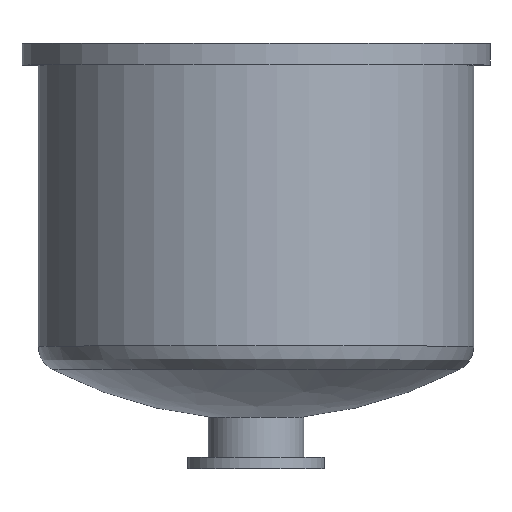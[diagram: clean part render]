
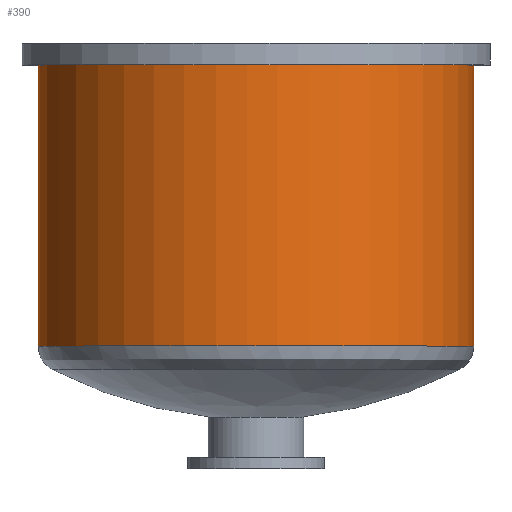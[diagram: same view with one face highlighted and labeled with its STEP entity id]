
A CAD part, top view. The second image highlights one B-rep face of the part: STEP entity #390.
In plain terms, the highlighted free-form (B-spline) face has degree [2, 1] with [5, 2] control points.
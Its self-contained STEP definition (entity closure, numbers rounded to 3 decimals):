
#39 = VERTEX_POINT('',#40);
#40 = CARTESIAN_POINT('',(-212.986,-358.567,0.));
#46 = EDGE_CURVE('',#47,#39,#49,.T.);
#47 = VERTEX_POINT('',#48);
#48 = CARTESIAN_POINT('',(-212.986,-83.529,0.));
#49 = B_SPLINE_CURVE_WITH_KNOTS('',1,(#50,#51),.UNSPECIFIED.,.F.,.F.,(2,
    2),(0.,328.),.PIECEWISE_BEZIER_KNOTS.);
#50 = CARTESIAN_POINT('',(-212.986,-83.529,0.));
#51 = CARTESIAN_POINT('',(-212.986,-358.567,0.));
#150 = VERTEX_POINT('',#151);
#151 = CARTESIAN_POINT('',(212.986,-83.529,0.));
#156 = EDGE_CURVE('',#157,#150,#159,.T.);
#157 = VERTEX_POINT('',#158);
#158 = CARTESIAN_POINT('',(212.986,-358.567,0.));
#159 = B_SPLINE_CURVE_WITH_KNOTS('',1,(#160,#161),.UNSPECIFIED.,.F.,.F.,
  (2,2),(0.,328.),.PIECEWISE_BEZIER_KNOTS.);
#160 = CARTESIAN_POINT('',(212.986,-358.567,0.));
#161 = CARTESIAN_POINT('',(212.986,-83.529,0.));
#365 = EDGE_CURVE('',#39,#157,#366,.T.);
#366 = ( BOUNDED_CURVE() B_SPLINE_CURVE(2,(#367,#368,#369,#370,#371),
.UNSPECIFIED.,.F.,.F.) B_SPLINE_CURVE_WITH_KNOTS((3,2,3),(0.,
1.571,3.142),.PIECEWISE_BEZIER_KNOTS.) CURVE() 
GEOMETRIC_REPRESENTATION_ITEM() RATIONAL_B_SPLINE_CURVE((1.,
0.707,1.,0.707,1.)) REPRESENTATION_ITEM('') );
#367 = CARTESIAN_POINT('',(-212.986,-358.567,0.));
#368 = CARTESIAN_POINT('',(-212.986,-358.567,
    212.986));
#369 = CARTESIAN_POINT('',(0.,-358.567,
    212.986));
#370 = CARTESIAN_POINT('',(212.986,-358.567,
    212.986));
#371 = CARTESIAN_POINT('',(212.986,-358.567,
    0.));
#390 = ADVANCED_FACE('',(#391),#404,.T.);
#391 = FACE_BOUND('',#392,.T.);
#392 = EDGE_LOOP('',(#393,#394,#402,#403));
#393 = ORIENTED_EDGE('',*,*,#156,.T.);
#394 = ORIENTED_EDGE('',*,*,#395,.F.);
#395 = EDGE_CURVE('',#47,#150,#396,.T.);
#396 = ( BOUNDED_CURVE() B_SPLINE_CURVE(2,(#397,#398,#399,#400,#401),
.UNSPECIFIED.,.F.,.F.) B_SPLINE_CURVE_WITH_KNOTS((3,2,3),(0.,
1.571,3.142),.PIECEWISE_BEZIER_KNOTS.) CURVE() 
GEOMETRIC_REPRESENTATION_ITEM() RATIONAL_B_SPLINE_CURVE((1.,
0.707,1.,0.707,1.)) REPRESENTATION_ITEM('') );
#397 = CARTESIAN_POINT('',(-212.986,-83.529,0.));
#398 = CARTESIAN_POINT('',(-212.986,-83.529,
    212.986));
#399 = CARTESIAN_POINT('',(0.,-83.529,
    212.986));
#400 = CARTESIAN_POINT('',(212.986,-83.529,
    212.986));
#401 = CARTESIAN_POINT('',(212.986,-83.529,
    0.));
#402 = ORIENTED_EDGE('',*,*,#46,.T.);
#403 = ORIENTED_EDGE('',*,*,#365,.T.);
#404 = ( BOUNDED_SURFACE() B_SPLINE_SURFACE(2,1,(
    (#405,#406)
    ,(#407,#408)
    ,(#409,#410)
    ,(#411,#412)
,(#413,#414
    )),.UNSPECIFIED.,.F.,.F.,.F.) B_SPLINE_SURFACE_WITH_KNOTS((3,2,3),(2
    ,2),(0.,1.571,3.142),(-318.,10.),
.PIECEWISE_BEZIER_KNOTS.) GEOMETRIC_REPRESENTATION_ITEM() 
RATIONAL_B_SPLINE_SURFACE((
    (1.,1.)
    ,(0.707,0.707)
    ,(1.,1.)
    ,(0.707,0.707)
,(1.,1.))) REPRESENTATION_ITEM('') SURFACE() );
#405 = CARTESIAN_POINT('',(-212.986,-358.567,0.));
#406 = CARTESIAN_POINT('',(-212.986,-83.529,0.));
#407 = CARTESIAN_POINT('',(-212.986,-358.567,
    212.986));
#408 = CARTESIAN_POINT('',(-212.986,-83.529,
    212.986));
#409 = CARTESIAN_POINT('',(0.,-358.567,
    212.986));
#410 = CARTESIAN_POINT('',(0.,-83.529,
    212.986));
#411 = CARTESIAN_POINT('',(212.986,-358.567,
    212.986));
#412 = CARTESIAN_POINT('',(212.986,-83.529,
    212.986));
#413 = CARTESIAN_POINT('',(212.986,-358.567,
    0.));
#414 = CARTESIAN_POINT('',(212.986,-83.529,
    0.));
